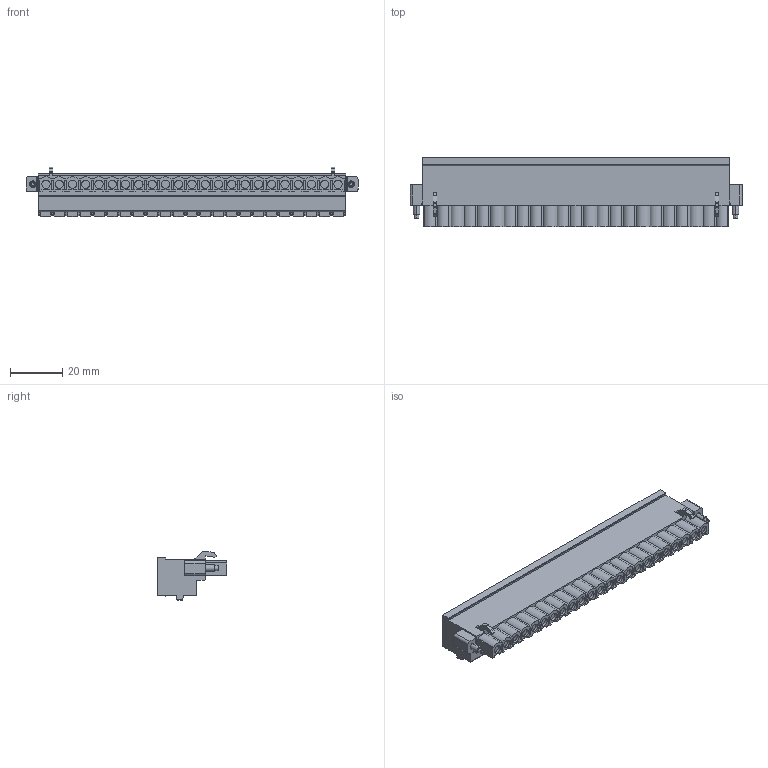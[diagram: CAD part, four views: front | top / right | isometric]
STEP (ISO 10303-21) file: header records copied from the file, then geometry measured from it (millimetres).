
FILE_DESCRIPTION((''),'2;1');
FILE_NAME('3333','2024-09-27T14:04:21',('tluser'),(''),'CREO PARAMETRIC BY PTC INC, 2018100','CREO PARAMETRIC BY PTC INC, 2018100','');
FILE_SCHEMA(('CONFIG_CONTROL_DESIGN'));
Length unit declared in the file: millimetre
Products named in the file (1): 3333
Bounding box: 127 x 26.6 x 19.01 mm (x, y, z)
Volume: 32254 mm3; surface area: 13581.8 mm2
Topology: 1 solids, 1 shells, 1339 faces, 3438 edges, 2288 vertices
Faces by surface type: plane 899, cylinder 432, cone 4, torus 4
Entity records: 40654 total; most frequent: CARTESIAN_POINT 7065, DIRECTION 6996, ORIENTED_EDGE 6876, EDGE_CURVE 3438, VECTOR 2558, LINE 2558, VERTEX_POINT 2288, AXIS2_PLACEMENT_3D 2219
